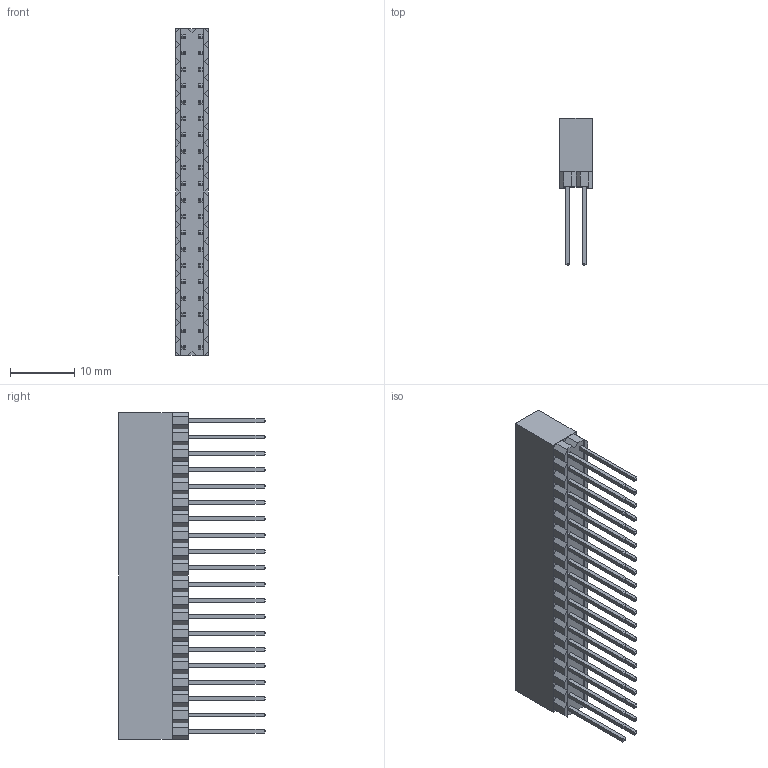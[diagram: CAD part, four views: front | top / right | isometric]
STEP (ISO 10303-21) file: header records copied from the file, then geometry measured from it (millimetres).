
FILE_DESCRIPTION(/* description */ (''),/* implementation_level */ '2;1');
FILE_NAME(/* name */ 'C35165.stp',/* time_stamp */ '2020-07-09T18:44:39+02:00',/* author */ ('sawaiz'),/* organization */ (''),/* preprocessor_version */ 'ST-DEVELOPER v18.1',/* originating_system */ 'Autodesk Inventor 2020',/* authorisation */ '');
FILE_SCHEMA (('AUTOMOTIVE_DESIGN { 1 0 10303 214 3 1 1 }'));
Length unit declared in the file: millimetre
Products named in the file (1): C35165
Bounding box: 5.08 x 22.79 x 50.8 mm (x, y, z)
Volume: 2518.3 mm3; surface area: 6653.1 mm2
Topology: 82 solids, 82 shells, 1420 faces, 3448 edges, 2192 vertices
Faces by surface type: plane 1420
Entity records: 40679 total; most frequent: CARTESIAN_POINT 7061, ORIENTED_EDGE 6896, DIRECTION 6290, LINE 3448, VECTOR 3448, EDGE_CURVE 3448, VERTEX_POINT 2192, EDGE_LOOP 1660
